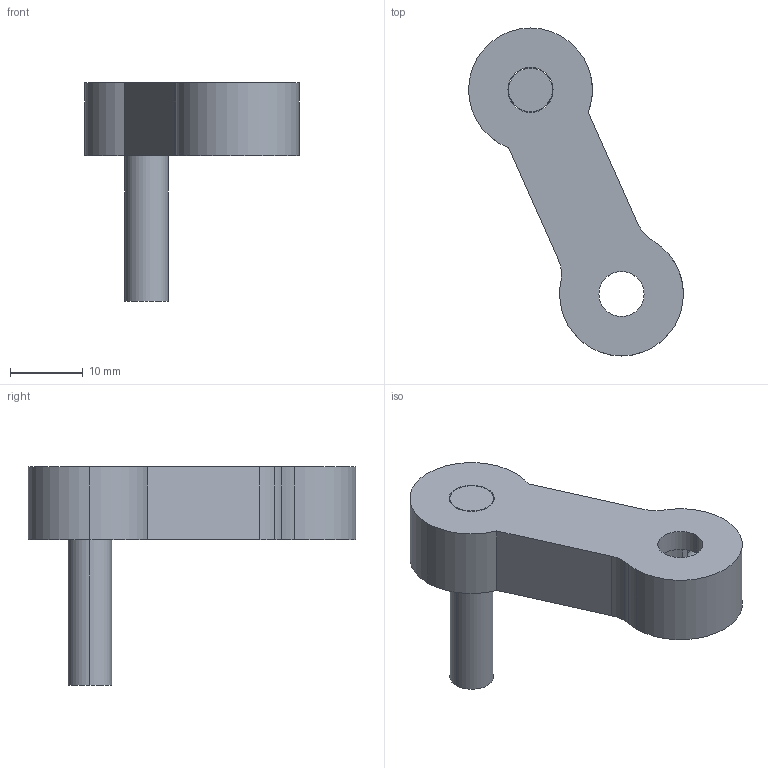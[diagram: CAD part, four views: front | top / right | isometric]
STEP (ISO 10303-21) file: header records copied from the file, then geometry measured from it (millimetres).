
FILE_DESCRIPTION (( 'STEP AP203' ), '1' );
FILE_NAME ('Cutter V4 arm ejector.STEP', '2021-07-11T12:33:00', ( '' ), ( '' ), 'SwSTEP 2.0', 'SolidWorks 2020', '' );
FILE_SCHEMA (( 'CONFIG_CONTROL_DESIGN' ));
Length unit declared in the file: millimetre
Products named in the file (1): Cutter V4 arm ejector
Bounding box: 29.5 x 45.04 x 30 mm (x, y, z)
Volume: 5845.1 mm3; surface area: 3519.5 mm2
Topology: 2 solids, 2 shells, 43 faces, 111 edges, 72 vertices
Faces by surface type: cylinder 23, plane 15, cone 5
Entity records: 1504 total; most frequent: CARTESIAN_POINT 338, DIRECTION 235, ORIENTED_EDGE 222, EDGE_CURVE 111, AXIS2_PLACEMENT_3D 91, VERTEX_POINT 72, LINE 53, VECTOR 53
